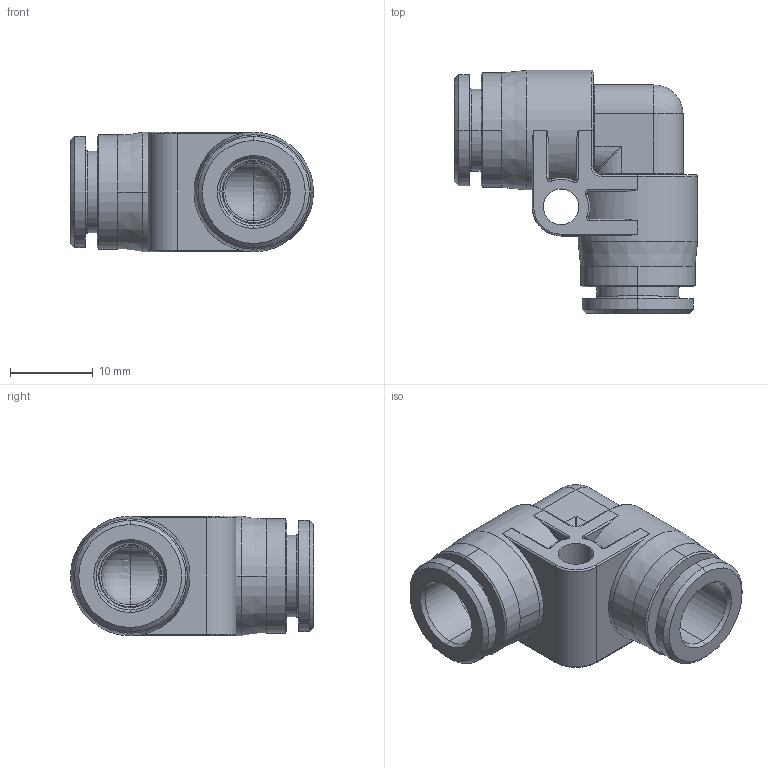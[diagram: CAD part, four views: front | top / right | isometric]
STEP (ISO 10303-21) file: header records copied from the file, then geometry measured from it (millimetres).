
FILE_DESCRIPTION(( 'MXP.28.08.08.stp' ), '1');
FILE_NAME( 'MXP.28.08.08.stp', '2021-02-22T15:44:31',( 'Sopra'),('sopra-pneumatic.com'), 'SwSTEP 2.0','SolidWorks 2009','' );
FILE_SCHEMA(('CONFIG_CONTROL_DESIGN'));
Length unit declared in the file: millimetre
Products named in the file (1): 367562B_955V-8FF
Bounding box: 29.3 x 29.3 x 14.4 mm (x, y, z)
Volume: 4357.7 mm3; surface area: 3803.7 mm2
Topology: 1 solids, 1 shells, 157 faces, 377 edges, 226 vertices
Faces by surface type: cylinder 72, torus 38, plane 26, cone 16, sphere 3, bspline 2
Entity records: 4948 total; most frequent: CARTESIAN_POINT 1187, DIRECTION 850, ORIENTED_EDGE 750, EDGE_CURVE 375, AXIS2_PLACEMENT_3D 357, VERTEX_POINT 226, CIRCLE 202, EDGE_LOOP 167
